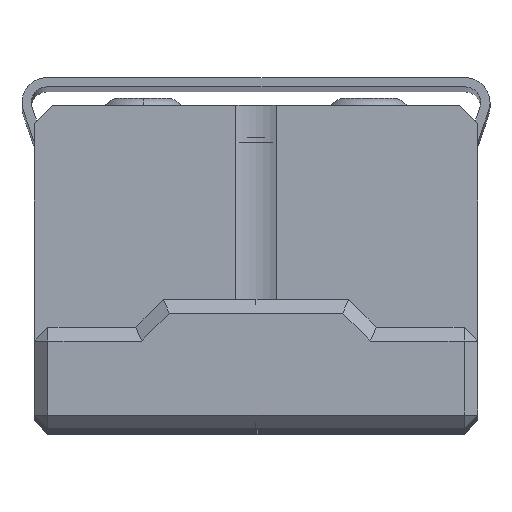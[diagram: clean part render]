
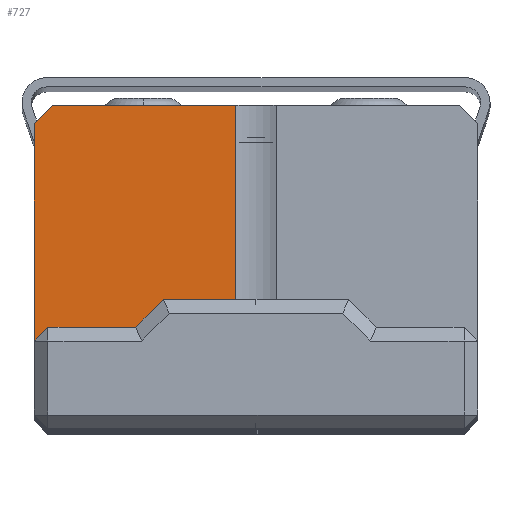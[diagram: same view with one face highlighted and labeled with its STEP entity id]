
A CAD part, top view. The second image highlights one B-rep face of the part: STEP entity #727.
In plain terms, the highlighted planar face has unit normal (0, 0, 1).
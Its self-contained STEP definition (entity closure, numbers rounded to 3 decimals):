
#1 = CARTESIAN_POINT ( 'NONE',  ( -13.09, 11., 3. ) ) ;
#64 = DIRECTION ( 'NONE',  ( 0., 1., 0. ) ) ;
#195 = ORIENTED_EDGE ( 'NONE', *, *, #6309, .F. ) ;
#198 = VECTOR ( 'NONE', #3957, 1000. ) ;
#272 = VECTOR ( 'NONE', #5523, 1000. ) ;
#368 = EDGE_CURVE ( 'NONE', #1199, #1678, #2088, .T. ) ;
#432 = DIRECTION ( 'NONE',  ( 0., 0., -1. ) ) ;
#555 = CARTESIAN_POINT ( 'NONE',  ( -24., 22.25, 3. ) ) ;
#700 = VECTOR ( 'NONE', #1498, 1000. ) ;
#727 = ADVANCED_FACE ( 'NONE', ( #911 ), #2880, .F. ) ;
#911 = FACE_OUTER_BOUND ( 'NONE', #1764, .T. ) ;
#987 = VECTOR ( 'NONE', #5440, 1000. ) ;
#1199 = VERTEX_POINT ( 'NONE', #5749 ) ;
#1273 = CARTESIAN_POINT ( 'NONE',  ( -10., 14., 3. ) ) ;
#1287 = CARTESIAN_POINT ( 'NONE',  ( -2.179, 14., 3. ) ) ;
#1498 = DIRECTION ( 'NONE',  ( -1., 0., 0. ) ) ;
#1591 = LINE ( 'NONE', #555, #6310 ) ;
#1678 = VERTEX_POINT ( 'NONE', #5144 ) ;
#1764 = EDGE_LOOP ( 'NONE', ( #1865, #3866, #5887, #5614, #195, #1898, #2879, #1915 ) ) ;
#1865 = ORIENTED_EDGE ( 'NONE', *, *, #2904, .F. ) ;
#1881 = VERTEX_POINT ( 'NONE', #1287 ) ;
#1898 = ORIENTED_EDGE ( 'NONE', *, *, #1959, .F. ) ;
#1915 = ORIENTED_EDGE ( 'NONE', *, *, #5748, .F. ) ;
#1926 = LINE ( 'NONE', #2473, #198 ) ;
#1959 = EDGE_CURVE ( 'NONE', #3383, #3126, #3057, .T. ) ;
#2009 = VERTEX_POINT ( 'NONE', #2514 ) ;
#2049 = DIRECTION ( 'NONE',  ( -0.707, -0.707, 0. ) ) ;
#2088 = LINE ( 'NONE', #4472, #987 ) ;
#2473 = CARTESIAN_POINT ( 'NONE',  ( -13.09, 35., 3. ) ) ;
#2514 = CARTESIAN_POINT ( 'NONE',  ( -2.179, 35., 3. ) ) ;
#2579 = VERTEX_POINT ( 'NONE', #3604 ) ;
#2743 = DIRECTION ( 'NONE',  ( -1., 0., 0. ) ) ;
#2855 = LINE ( 'NONE', #4249, #4722 ) ;
#2858 = CARTESIAN_POINT ( 'NONE',  ( -10., 14., 3. ) ) ;
#2878 = VECTOR ( 'NONE', #2049, 1000. ) ;
#2879 = ORIENTED_EDGE ( 'NONE', *, *, #6185, .F. ) ;
#2880 = PLANE ( 'NONE',  #4915 ) ;
#2904 = EDGE_CURVE ( 'NONE', #2009, #1881, #2855, .T. ) ;
#2975 = VECTOR ( 'NONE', #6131, 1000. ) ;
#3057 = LINE ( 'NONE', #1, #272 ) ;
#3126 = VERTEX_POINT ( 'NONE', #5024 ) ;
#3383 = VERTEX_POINT ( 'NONE', #4306 ) ;
#3531 = LINE ( 'NONE', #4446, #700 ) ;
#3604 = CARTESIAN_POINT ( 'NONE',  ( -24., 9.5, 3. ) ) ;
#3866 = ORIENTED_EDGE ( 'NONE', *, *, #5739, .F. ) ;
#3957 = DIRECTION ( 'NONE',  ( 1., 0., 0. ) ) ;
#4133 = EDGE_CURVE ( 'NONE', #2579, #1199, #1591, .T. ) ;
#4249 = CARTESIAN_POINT ( 'NONE',  ( -2.179, 22.25, 3. ) ) ;
#4306 = CARTESIAN_POINT ( 'NONE',  ( -13., 11., 3. ) ) ;
#4446 = CARTESIAN_POINT ( 'NONE',  ( 0., 14., 3. ) ) ;
#4472 = CARTESIAN_POINT ( 'NONE',  ( -22., 35., 3. ) ) ;
#4696 = LINE ( 'NONE', #1273, #2975 ) ;
#4722 = VECTOR ( 'NONE', #4834, 1000. ) ;
#4834 = DIRECTION ( 'NONE',  ( 0., -1., 0. ) ) ;
#4859 = CARTESIAN_POINT ( 'NONE',  ( -2.179, 9.5, 3. ) ) ;
#4915 = AXIS2_PLACEMENT_3D ( 'NONE', #4859, #432, #2743 ) ;
#4951 = VERTEX_POINT ( 'NONE', #2858 ) ;
#4957 = CARTESIAN_POINT ( 'NONE',  ( -22.5, 11., 3. ) ) ;
#5024 = CARTESIAN_POINT ( 'NONE',  ( -22.5, 11., 3. ) ) ;
#5144 = CARTESIAN_POINT ( 'NONE',  ( -22., 35., 3. ) ) ;
#5440 = DIRECTION ( 'NONE',  ( 0.707, 0.707, 0. ) ) ;
#5476 = LINE ( 'NONE', #4957, #2878 ) ;
#5523 = DIRECTION ( 'NONE',  ( -1., 0., 0. ) ) ;
#5614 = ORIENTED_EDGE ( 'NONE', *, *, #4133, .F. ) ;
#5739 = EDGE_CURVE ( 'NONE', #1678, #2009, #1926, .T. ) ;
#5748 = EDGE_CURVE ( 'NONE', #1881, #4951, #3531, .T. ) ;
#5749 = CARTESIAN_POINT ( 'NONE',  ( -24., 33., 3. ) ) ;
#5887 = ORIENTED_EDGE ( 'NONE', *, *, #368, .F. ) ;
#6131 = DIRECTION ( 'NONE',  ( -0.707, -0.707, 0. ) ) ;
#6185 = EDGE_CURVE ( 'NONE', #4951, #3383, #4696, .T. ) ;
#6309 = EDGE_CURVE ( 'NONE', #3126, #2579, #5476, .T. ) ;
#6310 = VECTOR ( 'NONE', #64, 1000. ) ;
